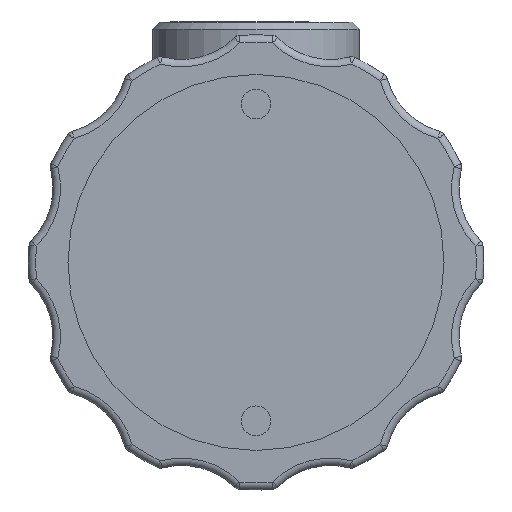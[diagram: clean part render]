
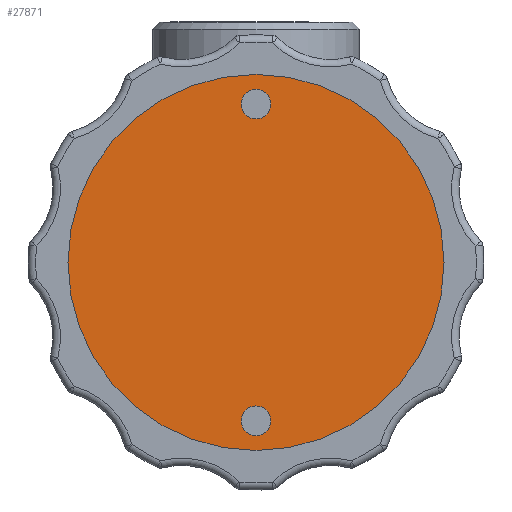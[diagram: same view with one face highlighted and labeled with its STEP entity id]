
A CAD part, front view. The second image highlights one B-rep face of the part: STEP entity #27871.
In plain terms, the highlighted face is planar.
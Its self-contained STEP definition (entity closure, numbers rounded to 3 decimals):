
#3109=PLANE('',#40365);
#14078=ORIENTED_EDGE('',*,*,#18706,.T.);
#14079=ORIENTED_EDGE('',*,*,#18707,.F.);
#14080=ORIENTED_EDGE('',*,*,#18708,.F.);
#18706=EDGE_CURVE('',#21613,#21613,#22567,.T.);
#18707=EDGE_CURVE('',#21614,#21614,#22568,.T.);
#18708=EDGE_CURVE('',#21615,#21615,#22569,.T.);
#21613=VERTEX_POINT('',#62321);
#21614=VERTEX_POINT('',#62324);
#21615=VERTEX_POINT('',#62326);
#22567=CIRCLE('',#40364,39.);
#22568=CIRCLE('',#40366,3.);
#22569=CIRCLE('',#40367,3.);
#24283=EDGE_LOOP('',(#14078));
#24284=EDGE_LOOP('',(#14079));
#24285=EDGE_LOOP('',(#14080));
#26029=FACE_BOUND('',#24283,.T.);
#26030=FACE_BOUND('',#24284,.T.);
#26031=FACE_BOUND('',#24285,.T.);
#27871=ADVANCED_FACE('',(#26029,#26030,#26031),#3109,.F.);
#40364=AXIS2_PLACEMENT_3D('',#62320,#49536,#49537);
#40365=AXIS2_PLACEMENT_3D('',#62322,#49538,#49539);
#40366=AXIS2_PLACEMENT_3D('',#62323,#49540,#49541);
#40367=AXIS2_PLACEMENT_3D('',#62325,#49542,#49543);
#49536=DIRECTION('',(0.,1.,0.));
#49537=DIRECTION('',(-1.,0.,0.));
#49538=DIRECTION('',(0.,-1.,0.));
#49539=DIRECTION('',(0.,0.,-1.));
#49540=DIRECTION('',(0.,1.,0.));
#49541=DIRECTION('',(1.,0.,0.));
#49542=DIRECTION('',(0.,1.,0.));
#49543=DIRECTION('',(1.,0.,0.));
#62320=CARTESIAN_POINT('',(0.,30.5,0.));
#62321=CARTESIAN_POINT('',(-39.,30.5,0.));
#62322=CARTESIAN_POINT('',(0.,30.5,0.));
#62323=CARTESIAN_POINT('',(32.,30.5,0.));
#62324=CARTESIAN_POINT('',(35.,30.5,0.));
#62325=CARTESIAN_POINT('',(-32.,30.5,0.));
#62326=CARTESIAN_POINT('',(-29.,30.5,0.));
